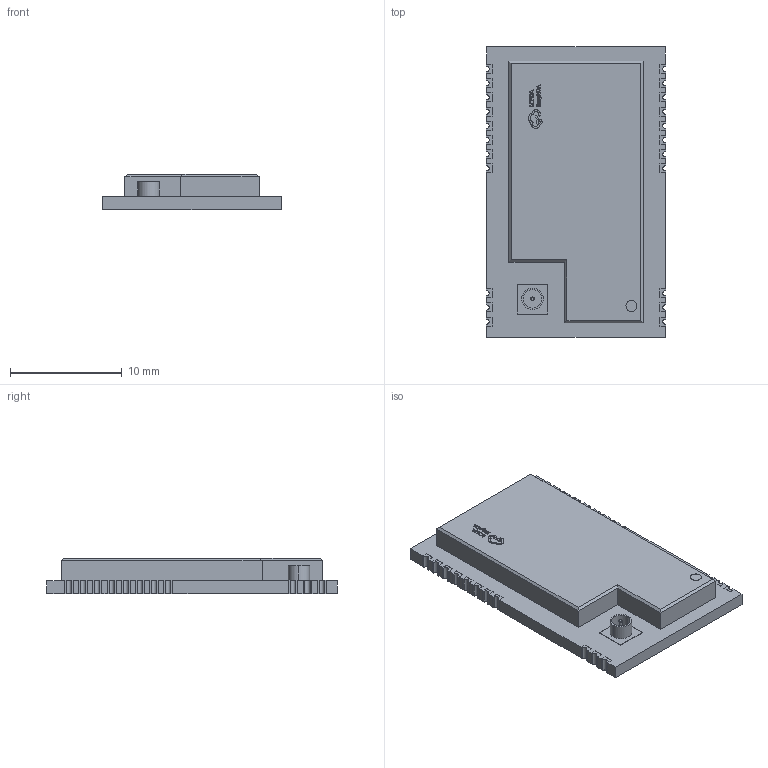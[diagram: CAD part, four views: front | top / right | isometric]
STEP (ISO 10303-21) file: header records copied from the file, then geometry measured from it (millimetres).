
FILE_DESCRIPTION (( 'STEP AP214' ), '1' );
FILE_NAME ('WIFIM-SMD_22P-L26.0-W16.0-P1.27-BL.step', '2022-07-15T04:53:44', ( '' ), ( '' ), 'SwSTEP 2.0', 'SolidWorks 2020', '' );
FILE_SCHEMA (( 'AUTOMOTIVE_DESIGN' ));
Length unit declared in the file: millimetre
Products named in the file (1): WIFIM-SMD_22P-L26.0-W16.0-P1.27-BL
Bounding box: 16.02 x 26 x 3.16 mm (x, y, z)
Volume: 984 mm3; surface area: 1087.1 mm2
Topology: 14 solids, 14 shells, 560 faces, 1549 edges, 1030 vertices
Faces by surface type: plane 403, bspline 114, cylinder 41, torus 2
Entity records: 24280 total; most frequent: CARTESIAN_POINT 5502, ORIENTED_EDGE 3098, DIRECTION 2297, EDGE_CURVE 1549, LINE 1231, VECTOR 1231, VERTEX_POINT 1030, EDGE_LOOP 585
